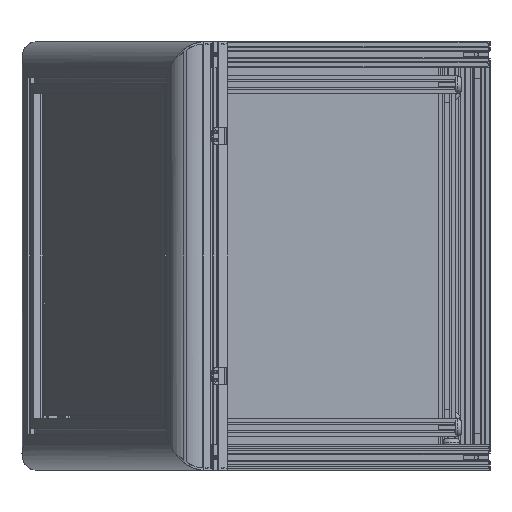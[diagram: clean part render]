
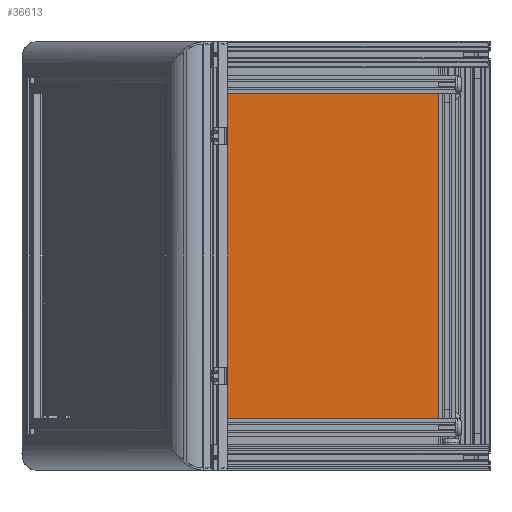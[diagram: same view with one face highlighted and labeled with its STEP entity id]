
A CAD part, front view. The second image highlights one B-rep face of the part: STEP entity #36613.
In plain terms, the highlighted face is planar.
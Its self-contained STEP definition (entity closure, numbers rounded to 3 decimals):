
#2343=PLANE('',#39678);
#4401=FACE_OUTER_BOUND('',#6455,.T.);
#6455=EDGE_LOOP('',(#34387,#34388,#34389,#34390));
#11233=LINE('',#60563,#15745);
#11236=LINE('',#60569,#15748);
#11239=LINE('',#60575,#15751);
#11242=LINE('',#60579,#15754);
#15745=VECTOR('',#48794,10.);
#15748=VECTOR('',#48799,10.);
#15751=VECTOR('',#48804,10.);
#15754=VECTOR('',#48809,10.);
#19243=VERTEX_POINT('',#60560);
#19244=VERTEX_POINT('',#60562);
#19246=VERTEX_POINT('',#60568);
#19248=VERTEX_POINT('',#60574);
#24303=EDGE_CURVE('',#19244,#19243,#11233,.T.);
#24306=EDGE_CURVE('',#19246,#19244,#11236,.T.);
#24309=EDGE_CURVE('',#19248,#19246,#11239,.T.);
#24312=EDGE_CURVE('',#19243,#19248,#11242,.T.);
#34387=ORIENTED_EDGE('',*,*,#24312,.T.);
#34388=ORIENTED_EDGE('',*,*,#24309,.T.);
#34389=ORIENTED_EDGE('',*,*,#24306,.T.);
#34390=ORIENTED_EDGE('',*,*,#24303,.T.);
#36613=ADVANCED_FACE('',(#4401),#2343,.T.);
#39678=AXIS2_PLACEMENT_3D('',#60580,#48810,#48811);
#48794=DIRECTION('',(0.,-1.,0.));
#48799=DIRECTION('',(-1.,0.,0.));
#48804=DIRECTION('',(0.,1.,0.));
#48809=DIRECTION('',(1.,0.,0.));
#48810=DIRECTION('center_axis',(0.,0.,1.));
#48811=DIRECTION('ref_axis',(1.,0.,0.));
#60560=CARTESIAN_POINT('',(0.,0.,2.));
#60562=CARTESIAN_POINT('',(0.,388.,2.));
#60563=CARTESIAN_POINT('',(0.,388.,2.));
#60568=CARTESIAN_POINT('',(388.,388.,2.));
#60569=CARTESIAN_POINT('',(388.,388.,2.));
#60574=CARTESIAN_POINT('',(388.,0.,2.));
#60575=CARTESIAN_POINT('',(388.,0.,2.));
#60579=CARTESIAN_POINT('',(0.,0.,2.));
#60580=CARTESIAN_POINT('Origin',(194.,194.,2.));
